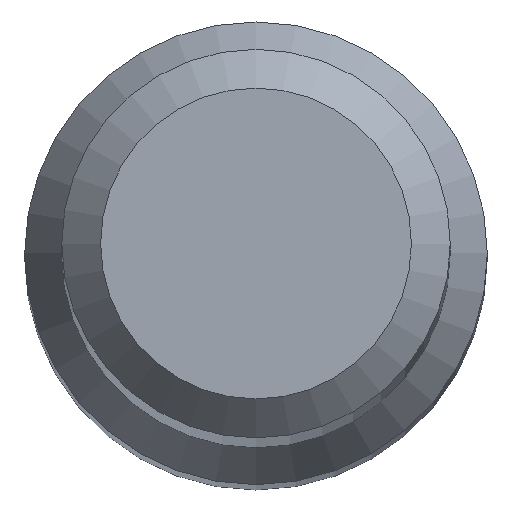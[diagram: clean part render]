
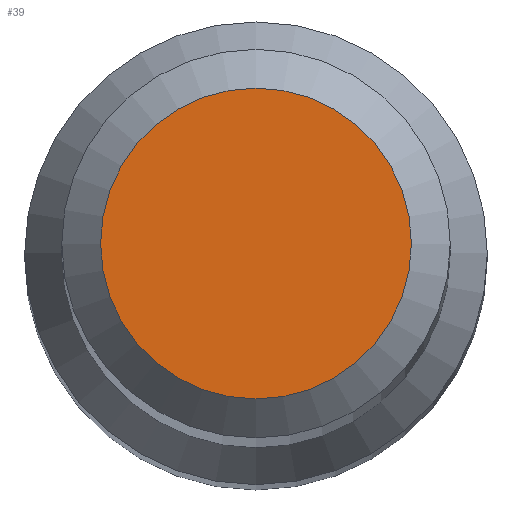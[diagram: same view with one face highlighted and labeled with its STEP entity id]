
A CAD part, top view. The second image highlights one B-rep face of the part: STEP entity #39.
In plain terms, the highlighted planar face has unit normal (0, 0, 1).
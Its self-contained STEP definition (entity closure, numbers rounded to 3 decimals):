
#1 = CARTESIAN_POINT ( 'NONE',  ( 0., 1., 56. ) ) ;
#9 = DIRECTION ( 'NONE',  ( 0., 0., -1. ) ) ;
#39 = ADVANCED_FACE ( 'NONE', ( #234 ), #98, .F. ) ;
#76 = DIRECTION ( 'NONE',  ( 0., 1., 0. ) ) ;
#98 = PLANE ( 'NONE',  #142 ) ;
#120 = EDGE_CURVE ( 'NONE', #162, #162, #136, .T. ) ;
#121 = AXIS2_PLACEMENT_3D ( 'NONE', #242, #159, #76 ) ;
#136 = CIRCLE ( 'NONE', #121, 1. ) ;
#137 = ORIENTED_EDGE ( 'NONE', *, *, #120, .F. ) ;
#142 = AXIS2_PLACEMENT_3D ( 'NONE', #170, #9, #198 ) ;
#159 = DIRECTION ( 'NONE',  ( 0., 0., -1. ) ) ;
#162 = VERTEX_POINT ( 'NONE', #1 ) ;
#170 = CARTESIAN_POINT ( 'NONE',  ( 0., 0., 56. ) ) ;
#181 = EDGE_LOOP ( 'NONE', ( #137 ) ) ;
#198 = DIRECTION ( 'NONE',  ( 0., 1., 0. ) ) ;
#234 = FACE_OUTER_BOUND ( 'NONE', #181, .T. ) ;
#242 = CARTESIAN_POINT ( 'NONE',  ( 0., 0., 56. ) ) ;
